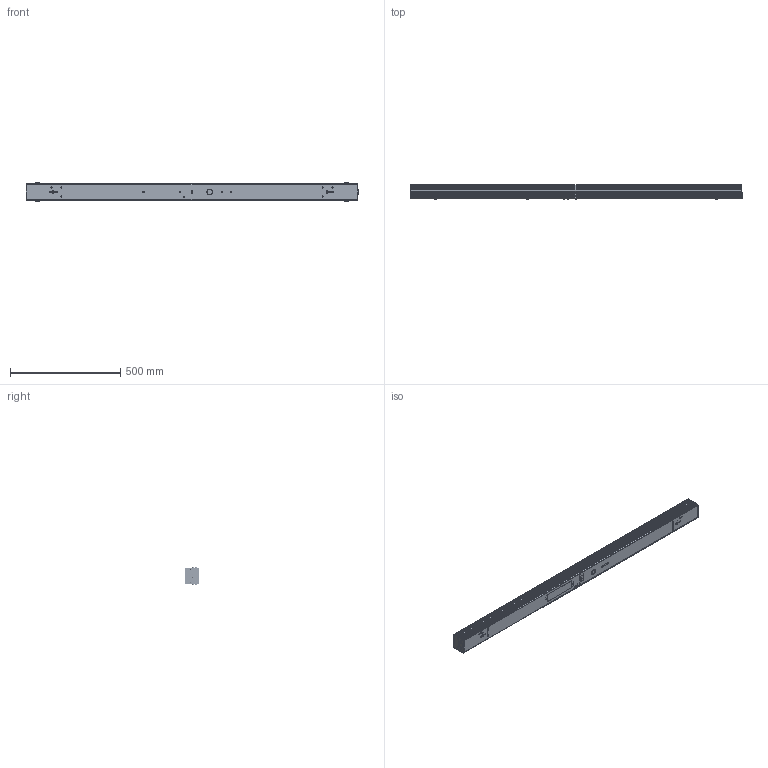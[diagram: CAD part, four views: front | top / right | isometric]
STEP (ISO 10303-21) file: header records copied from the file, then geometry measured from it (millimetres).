
FILE_DESCRIPTION((''),'2;1');
FILE_NAME('ZFS_04_ASSY_1500_ASM','2021-01-25T',('pw20180607'),('Globeunion.com'),'PRO/ENGINEER BY PARAMETRIC TECHNOLOGY CORPORATION, 2009440','PRO/ENGINEER BY PARAMETRIC TECHNOLOGY CORPORATION, 2009440','');
FILE_SCHEMA(('CONFIG_CONTROL_DESIGN'));
Products named in the file (69): 90130; 10551__16; 10552__16; DZ-MIN; 10550-_ASM_16_ASM; DZ_GZ; 90008_58; 90322; 90251; 90303; 26_M5X10; 157_M5; 640_M3X8; M3X30_H; M3; ST2_2X9_5_H_C; LADING; 80013_8; LENGYADUANZI; DL250-2-1C-F; DL250-3-1E-F; DL250-3-1E-M; DL250-2-1C-M; TAOGUAN; TAOGUAN1; TAOGUAN2; XIAN1; XIAN2; XIAN3; XIAN4; XIAN5; XIAN6; XIAN7; XIAN8; XIAN9; XIAN10; XIAN11; XIAN12; XIAN13; XIAN14 ...
Assembly tree (497 placements, depth 4):
  ZFS_04_ASSY_1500_ASM
    DIZUO_ASM
      90130
      10550-_ASM_16_ASM
        10551__16
        10552__16
        DZ-MIN  x3
      DZ_GZ
      90008_58  x3
      90322  x2
      90251
      90303
      26_M5X10  x8
      157_M5  x8
      640_M3X8  x5
      M3X30_H  x2
      M3  x6
      ST2_2X9_5_H_C  x8
      LADING  x6
      80013_8  x2
      LENGYADUANZI  x3
      DL250-2-1C-F
      DL250-3-1E-F
      DL250-3-1E-M
      DL250-2-1C-M
      TAOGUAN
      TAOGUAN1
      TAOGUAN2
      XIAN1
      XIAN2
      XIAN3
      XIAN4
      XIAN5
      XIAN6
      XIAN7
      XIAN8
      XIAN9
      XIAN10
      XIAN11
      XIAN12
      XIAN13
      XIAN14
      XIAN15
      XIAN16
      XIAN17
      XIAN18
      XIAN19
      XIAN20
      XIAN21
      XIAN22
      XIAN23
      80013_20
    GUANGYUAN_ASM
      90128
      90007_47  x3
      LADING-1  x8
      GUANGYUANBAN_ASM
        GUANGYUANBAN
        DENGZHU  x368
      M3X8_H
Bounding box: 1506.4 x 65 x 83.23 mm (x, y, z)
Volume: 885689.4 mm3; surface area: 1606838.8 mm2
Topology: 494 solids, 494 shells, 6494 faces, 15872 edges, 10651 vertices
Faces by surface type: plane 4280, cylinder 1464, cone 260, bspline 206, torus 174, sphere 70, extrusion 40
Entity records: 130131 total; most frequent: CARTESIAN_POINT 54560, DIRECTION 17089, ORIENTED_EDGE 14010, EDGE_CURVE 7005, AXIS2_PLACEMENT_3D 6392, VERTEX_POINT 4579, VECTOR 4305, LINE 4295
